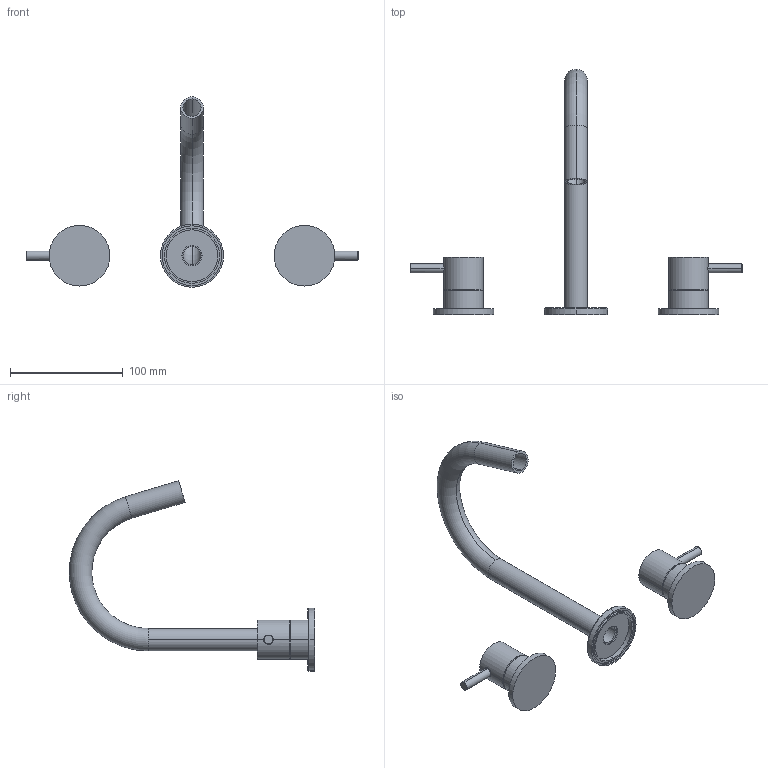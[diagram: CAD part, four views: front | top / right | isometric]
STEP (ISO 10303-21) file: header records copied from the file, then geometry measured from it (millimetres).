
FILE_DESCRIPTION (( 'STEP AP214' ), '1' );
FILE_NAME ('Deck Mounted 3TH_v11023.STEP', '2023-11-09T09:56:02', ( '' ), ( '' ), 'SwSTEP 2.0', 'SolidWorks 2019', '' );
FILE_SCHEMA (( 'AUTOMOTIVE_DESIGN' ));
Length unit declared in the file: millimetre
Products named in the file (4): CO203 Spout_20mm_V10723; Standard 35mm BM Handle_v11023_3Th handle; CO203_base plate_v11023; Deck Mounted 3TH_v11023
Assembly tree (4 placements, depth 2):
  Deck Mounted 3TH_v11023
    CO203 Spout_20mm_V10723
    CO203_base plate_v11023
    Standard 35mm BM Handle_v11023_3Th handle  x2
Bounding box: 295 x 217.87 x 169.2 mm (x, y, z)
Volume: 121593.2 mm3; surface area: 78752.4 mm2
Topology: 4 solids, 6 shells, 82 faces, 170 edges, 110 vertices
Faces by surface type: cylinder 44, plane 24, torus 10, bspline 4
Entity records: 2067 total; most frequent: CARTESIAN_POINT 606, DIRECTION 319, ORIENTED_EDGE 242, AXIS2_PLACEMENT_3D 143, EDGE_CURVE 121, CIRCLE 80, VERTEX_POINT 78, EDGE_LOOP 69
